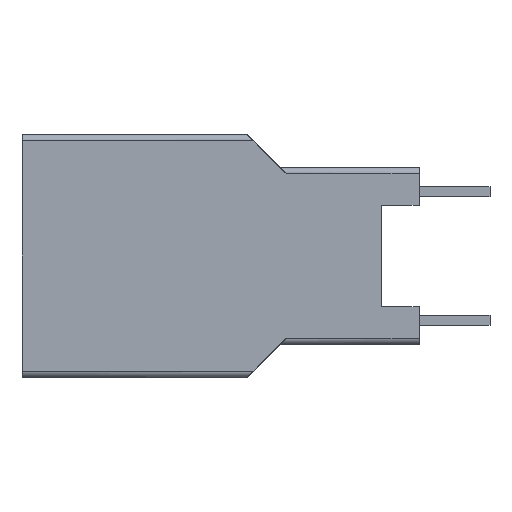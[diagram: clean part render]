
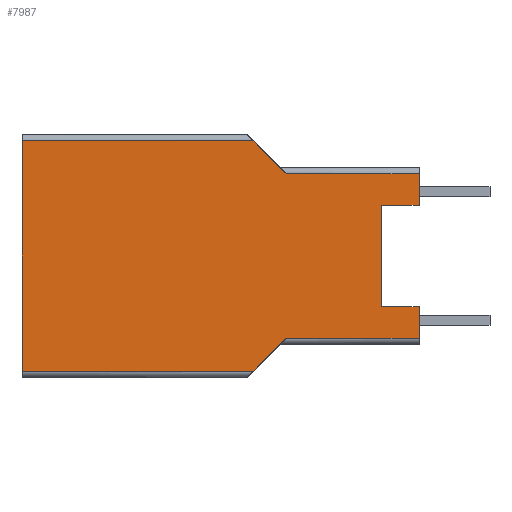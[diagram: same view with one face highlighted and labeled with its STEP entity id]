
A CAD part, left-side view. The second image highlights one B-rep face of the part: STEP entity #7987.
In plain terms, the highlighted planar face has unit normal (-1, 0, 0).
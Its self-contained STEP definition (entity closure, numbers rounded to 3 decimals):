
#214 = CARTESIAN_POINT ( 'NONE',  ( -13.29, 0., -4.8 ) ) ;
#308 = CARTESIAN_POINT ( 'NONE',  ( -13.29, -14.2, 2. ) ) ;
#426 = LINE ( 'NONE', #214, #4454 ) ;
#1136 = LINE ( 'NONE', #12636, #18645 ) ;
#1139 = CARTESIAN_POINT ( 'NONE',  ( -13.29, -14.2, -2. ) ) ;
#1502 = VERTEX_POINT ( 'NONE', #17767 ) ;
#1873 = EDGE_CURVE ( 'NONE', #15603, #15140, #5848, .T. ) ;
#2004 = DIRECTION ( 'NONE',  ( 0., -1., 0. ) ) ;
#2048 = VECTOR ( 'NONE', #17473, 1000. ) ;
#2325 = VERTEX_POINT ( 'NONE', #9788 ) ;
#2705 = LINE ( 'NONE', #4611, #2048 ) ;
#2833 = CARTESIAN_POINT ( 'NONE',  ( -13.29, -25.798, -4.55 ) ) ;
#2864 = DIRECTION ( 'NONE',  ( 0., 1., 0. ) ) ;
#2997 = EDGE_CURVE ( 'NONE', #14447, #5321, #2705, .T. ) ;
#3180 = ORIENTED_EDGE ( 'NONE', *, *, #13735, .F. ) ;
#3703 = DIRECTION ( 'NONE',  ( 0., 0., 1. ) ) ;
#4358 = VECTOR ( 'NONE', #10293, 1000. ) ;
#4413 = CARTESIAN_POINT ( 'NONE',  ( -13.29, -14.2, 0. ) ) ;
#4414 = VERTEX_POINT ( 'NONE', #308 ) ;
#4454 = VECTOR ( 'NONE', #3703, 1000. ) ;
#4585 = DIRECTION ( 'NONE',  ( 0., 0.707, -0.707 ) ) ;
#4611 = CARTESIAN_POINT ( 'NONE',  ( -13.29, -15.7, -4.8 ) ) ;
#4808 = EDGE_CURVE ( 'NONE', #2325, #20541, #13670, .T. ) ;
#4980 = LINE ( 'NONE', #2833, #13542 ) ;
#5154 = CARTESIAN_POINT ( 'NONE',  ( -13.29, -9.15, -4.55 ) ) ;
#5321 = VERTEX_POINT ( 'NONE', #10358 ) ;
#5635 = ORIENTED_EDGE ( 'NONE', *, *, #12362, .T. ) ;
#5848 = LINE ( 'NONE', #10478, #19041 ) ;
#5886 = CARTESIAN_POINT ( 'NONE',  ( -13.29, 0., 4.55 ) ) ;
#6054 = VECTOR ( 'NONE', #4585, 1000. ) ;
#7819 = CARTESIAN_POINT ( 'NONE',  ( -13.29, -25.798, 4.55 ) ) ;
#7922 = ORIENTED_EDGE ( 'NONE', *, *, #19966, .T. ) ;
#7968 = ORIENTED_EDGE ( 'NONE', *, *, #2997, .F. ) ;
#7987 = ADVANCED_FACE ( 'NONE', ( #11468 ), #9449, .T. ) ;
#8147 = DIRECTION ( 'NONE',  ( 0., 0., 1. ) ) ;
#8246 = LINE ( 'NONE', #7819, #12857 ) ;
#8523 = AXIS2_PLACEMENT_3D ( 'NONE', #20941, #9575, #8147 ) ;
#8773 = ORIENTED_EDGE ( 'NONE', *, *, #14773, .F. ) ;
#8851 = CARTESIAN_POINT ( 'NONE',  ( -13.29, -14.2, -2. ) ) ;
#9410 = DIRECTION ( 'NONE',  ( 0., -1., 0. ) ) ;
#9431 = VECTOR ( 'NONE', #9861, 1000. ) ;
#9449 = PLANE ( 'NONE',  #8523 ) ;
#9504 = EDGE_CURVE ( 'NONE', #4414, #20541, #1136, .T. ) ;
#9575 = DIRECTION ( 'NONE',  ( -1., 0., 0. ) ) ;
#9784 = LINE ( 'NONE', #19484, #4358 ) ;
#9788 = CARTESIAN_POINT ( 'NONE',  ( -13.29, -15.7, 3.25 ) ) ;
#9861 = DIRECTION ( 'NONE',  ( 0., -1., 0. ) ) ;
#10001 = CARTESIAN_POINT ( 'NONE',  ( -13.29, -9.15, 4.55 ) ) ;
#10063 = EDGE_CURVE ( 'NONE', #1502, #5321, #17935, .T. ) ;
#10293 = DIRECTION ( 'NONE',  ( 0., 1., 0. ) ) ;
#10342 = LINE ( 'NONE', #8851, #17332 ) ;
#10358 = CARTESIAN_POINT ( 'NONE',  ( -13.29, -15.7, -3.25 ) ) ;
#10478 = CARTESIAN_POINT ( 'NONE',  ( -13.29, -8.9, 4.8 ) ) ;
#11014 = EDGE_CURVE ( 'NONE', #17916, #19675, #426, .T. ) ;
#11468 = FACE_OUTER_BOUND ( 'NONE', #12988, .T. ) ;
#11985 = ORIENTED_EDGE ( 'NONE', *, *, #4808, .F. ) ;
#12080 = CARTESIAN_POINT ( 'NONE',  ( -13.29, -15.7, -2. ) ) ;
#12310 = DIRECTION ( 'NONE',  ( 0., -1., 0. ) ) ;
#12362 = EDGE_CURVE ( 'NONE', #15603, #19675, #8246, .T. ) ;
#12455 = CARTESIAN_POINT ( 'NONE',  ( -13.29, 0., -4.55 ) ) ;
#12609 = ORIENTED_EDGE ( 'NONE', *, *, #15830, .F. ) ;
#12636 = CARTESIAN_POINT ( 'NONE',  ( -13.29, -14.2, 2. ) ) ;
#12698 = LINE ( 'NONE', #4413, #17334 ) ;
#12857 = VECTOR ( 'NONE', #2864, 1000. ) ;
#12988 = EDGE_LOOP ( 'NONE', ( #7968, #8773, #3180, #16824, #11985, #18240, #18820, #5635, #16270, #7922, #12609, #16534 ) ) ;
#13351 = VERTEX_POINT ( 'NONE', #5154 ) ;
#13542 = VECTOR ( 'NONE', #9410, 1000. ) ;
#13670 = LINE ( 'NONE', #19813, #16437 ) ;
#13735 = EDGE_CURVE ( 'NONE', #4414, #19102, #12698, .T. ) ;
#13984 = CARTESIAN_POINT ( 'NONE',  ( -13.29, -8.9, -4.8 ) ) ;
#14307 = DIRECTION ( 'NONE',  ( 0., 0., -1. ) ) ;
#14447 = VERTEX_POINT ( 'NONE', #12080 ) ;
#14670 = CARTESIAN_POINT ( 'NONE',  ( -13.29, -15.7, -3.25 ) ) ;
#14773 = EDGE_CURVE ( 'NONE', #19102, #14447, #10342, .T. ) ;
#14863 = CARTESIAN_POINT ( 'NONE',  ( -13.29, -10.45, 3.25 ) ) ;
#14885 = EDGE_CURVE ( 'NONE', #2325, #15140, #9784, .T. ) ;
#15140 = VERTEX_POINT ( 'NONE', #14863 ) ;
#15603 = VERTEX_POINT ( 'NONE', #10001 ) ;
#15830 = EDGE_CURVE ( 'NONE', #1502, #13351, #19241, .T. ) ;
#16270 = ORIENTED_EDGE ( 'NONE', *, *, #11014, .F. ) ;
#16437 = VECTOR ( 'NONE', #20122, 1000. ) ;
#16534 = ORIENTED_EDGE ( 'NONE', *, *, #10063, .T. ) ;
#16824 = ORIENTED_EDGE ( 'NONE', *, *, #9504, .T. ) ;
#16921 = CARTESIAN_POINT ( 'NONE',  ( -13.29, -15.7, 2. ) ) ;
#17332 = VECTOR ( 'NONE', #2004, 1000. ) ;
#17334 = VECTOR ( 'NONE', #14307, 1000. ) ;
#17473 = DIRECTION ( 'NONE',  ( 0., 0., -1. ) ) ;
#17767 = CARTESIAN_POINT ( 'NONE',  ( -13.29, -10.45, -3.25 ) ) ;
#17916 = VERTEX_POINT ( 'NONE', #12455 ) ;
#17935 = LINE ( 'NONE', #14670, #9431 ) ;
#18240 = ORIENTED_EDGE ( 'NONE', *, *, #14885, .T. ) ;
#18645 = VECTOR ( 'NONE', #12310, 1000. ) ;
#18820 = ORIENTED_EDGE ( 'NONE', *, *, #1873, .F. ) ;
#18875 = DIRECTION ( 'NONE',  ( 0., -0.707, -0.707 ) ) ;
#19041 = VECTOR ( 'NONE', #18875, 1000. ) ;
#19102 = VERTEX_POINT ( 'NONE', #1139 ) ;
#19241 = LINE ( 'NONE', #13984, #6054 ) ;
#19484 = CARTESIAN_POINT ( 'NONE',  ( -13.29, -10.2, 3.25 ) ) ;
#19675 = VERTEX_POINT ( 'NONE', #5886 ) ;
#19813 = CARTESIAN_POINT ( 'NONE',  ( -13.29, -15.7, -4.8 ) ) ;
#19966 = EDGE_CURVE ( 'NONE', #17916, #13351, #4980, .T. ) ;
#20122 = DIRECTION ( 'NONE',  ( 0., 0., -1. ) ) ;
#20541 = VERTEX_POINT ( 'NONE', #16921 ) ;
#20941 = CARTESIAN_POINT ( 'NONE',  ( -13.29, -25.798, -4.8 ) ) ;
